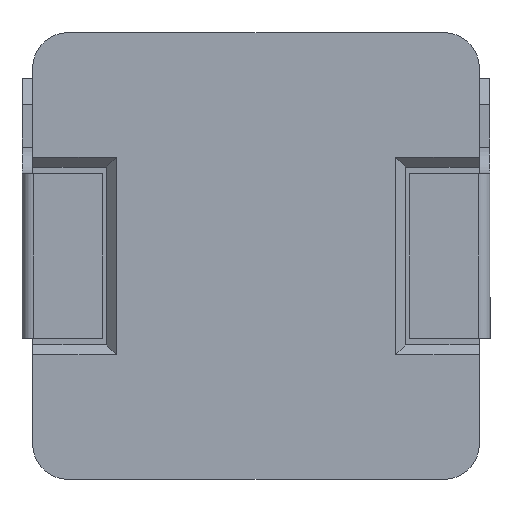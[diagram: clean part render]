
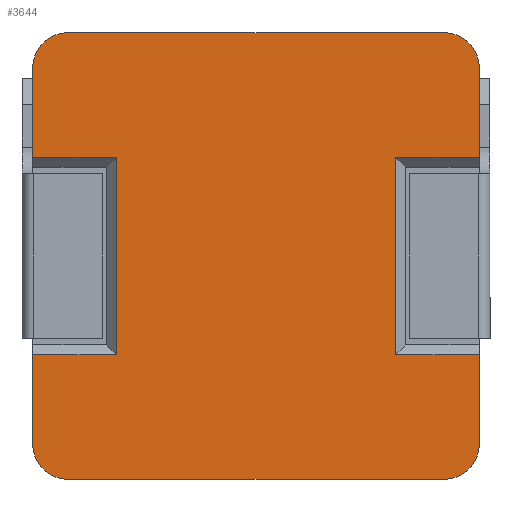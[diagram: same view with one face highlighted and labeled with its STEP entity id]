
A CAD part, front view. The second image highlights one B-rep face of the part: STEP entity #3644.
In plain terms, the highlighted planar face has unit normal (0, -1, 0).
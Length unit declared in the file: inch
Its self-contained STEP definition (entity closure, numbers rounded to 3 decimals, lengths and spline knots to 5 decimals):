
#1 = VECTOR ( 'NONE', #2589, 39.37008 ) ;
#47 = LINE ( 'NONE', #3073, #3164 ) ;
#53 = CARTESIAN_POINT ( 'NONE',  ( 0.33542, 0.09557, 0.30138 ) ) ;
#65 = VECTOR ( 'NONE', #2752, 39.37008 ) ;
#73 = VERTEX_POINT ( 'NONE', #119 ) ;
#112 = DIRECTION ( 'NONE',  ( 0., 0., -1. ) ) ;
#119 = CARTESIAN_POINT ( 'NONE',  ( -0.03318, 0.09557, -0.16122 ) ) ;
#234 = VERTEX_POINT ( 'NONE', #1085 ) ;
#301 = CARTESIAN_POINT ( 'NONE',  ( 0.02122, 0.09557, 0.30138 ) ) ;
#302 = DIRECTION ( 'NONE',  ( 0., 1., 0. ) ) ;
#312 = ORIENTED_EDGE ( 'NONE', *, *, #2324, .T. ) ;
#351 = VECTOR ( 'NONE', #1210, 39.37008 ) ;
#408 = LINE ( 'NONE', #53, #1230 ) ;
#415 = EDGE_LOOP ( 'NONE', ( #1028, #3085, #312, #2302, #3285, #1675, #926, #2961, #3785, #1376, #2716, #742, #1278, #990, #2481, #2582 ) ) ;
#427 = DIRECTION ( 'NONE',  ( 0., 0., 1. ) ) ;
#464 = DIRECTION ( 'NONE',  ( 0., 1., 0. ) ) ;
#545 = VERTEX_POINT ( 'NONE', #2949 ) ;
#610 = VECTOR ( 'NONE', #1600, 39.37008 ) ;
#616 = CARTESIAN_POINT ( 'NONE',  ( -0.07278, 0.09557, -0.02112 ) ) ;
#632 = AXIS2_PLACEMENT_3D ( 'NONE', #3271, #1577, #1199 ) ;
#662 = LINE ( 'NONE', #301, #3304 ) ;
#663 = CARTESIAN_POINT ( 'NONE',  ( -0.03318, 0.09557, -0.12162 ) ) ;
#742 = ORIENTED_EDGE ( 'NONE', *, *, #2458, .T. ) ;
#770 = DIRECTION ( 'NONE',  ( 0., 1., 0. ) ) ;
#875 = CIRCLE ( 'NONE', #908, 0.0396 ) ;
#877 = CARTESIAN_POINT ( 'NONE',  ( -0.07278, 0.09557, 0.30138 ) ) ;
#908 = AXIS2_PLACEMENT_3D ( 'NONE', #1941, #464, #112 ) ;
#926 = ORIENTED_EDGE ( 'NONE', *, *, #3819, .F. ) ;
#958 = CARTESIAN_POINT ( 'NONE',  ( 0.42942, 0.09557, 0.30138 ) ) ;
#990 = ORIENTED_EDGE ( 'NONE', *, *, #3282, .F. ) ;
#1028 = ORIENTED_EDGE ( 'NONE', *, *, #3637, .F. ) ;
#1081 = DIRECTION ( 'NONE',  ( 0., 0., -1. ) ) ;
#1085 = CARTESIAN_POINT ( 'NONE',  ( 0.42942, 0.09557, -0.12162 ) ) ;
#1129 = CARTESIAN_POINT ( 'NONE',  ( 0.38982, 0.09557, 0.30138 ) ) ;
#1199 = DIRECTION ( 'NONE',  ( 0., 0., 1. ) ) ;
#1208 = VECTOR ( 'NONE', #1399, 39.37008 ) ;
#1210 = DIRECTION ( 'NONE',  ( 0., 0., 1. ) ) ;
#1230 = VECTOR ( 'NONE', #3479, 39.37008 ) ;
#1254 = VERTEX_POINT ( 'NONE', #877 ) ;
#1278 = ORIENTED_EDGE ( 'NONE', *, *, #3482, .F. ) ;
#1287 = AXIS2_PLACEMENT_3D ( 'NONE', #663, #302, #3793 ) ;
#1376 = ORIENTED_EDGE ( 'NONE', *, *, #2405, .T. ) ;
#1399 = DIRECTION ( 'NONE',  ( -1., 0., 0. ) ) ;
#1404 = DIRECTION ( 'NONE',  ( 0., 0., 1. ) ) ;
#1448 = DIRECTION ( 'NONE',  ( 0., 1., 0. ) ) ;
#1451 = DIRECTION ( 'NONE',  ( -1., 0., 0. ) ) ;
#1500 = PLANE ( 'NONE',  #3762 ) ;
#1549 = FACE_OUTER_BOUND ( 'NONE', #415, .T. ) ;
#1577 = DIRECTION ( 'NONE',  ( 0., 1., 0. ) ) ;
#1587 = CARTESIAN_POINT ( 'NONE',  ( -0.07278, 0.09557, 0.30138 ) ) ;
#1593 = CARTESIAN_POINT ( 'NONE',  ( 0.02122, 0.09557, -0.02112 ) ) ;
#1600 = DIRECTION ( 'NONE',  ( 1., 0., 0. ) ) ;
#1601 = VECTOR ( 'NONE', #2003, 39.37008 ) ;
#1614 = CARTESIAN_POINT ( 'NONE',  ( 0.42942, 0.09557, -0.02112 ) ) ;
#1661 = CARTESIAN_POINT ( 'NONE',  ( 0.33542, 0.09557, -0.02112 ) ) ;
#1675 = ORIENTED_EDGE ( 'NONE', *, *, #2677, .F. ) ;
#1693 = VERTEX_POINT ( 'NONE', #2680 ) ;
#1697 = VERTEX_POINT ( 'NONE', #2244 ) ;
#1731 = VERTEX_POINT ( 'NONE', #2569 ) ;
#1760 = CIRCLE ( 'NONE', #1287, 0.0396 ) ;
#1764 = VERTEX_POINT ( 'NONE', #3439 ) ;
#1792 = CARTESIAN_POINT ( 'NONE',  ( 0.38982, 0.09557, -0.02112 ) ) ;
#1796 = CARTESIAN_POINT ( 'NONE',  ( -0.07278, 0.09557, 0.30138 ) ) ;
#1848 = CARTESIAN_POINT ( 'NONE',  ( 0.38982, 0.09557, -0.12162 ) ) ;
#1850 = CARTESIAN_POINT ( 'NONE',  ( 0.38982, 0.09557, -0.02112 ) ) ;
#1855 = CIRCLE ( 'NONE', #2275, 0.0396 ) ;
#1941 = CARTESIAN_POINT ( 'NONE',  ( -0.03318, 0.09557, 0.30138 ) ) ;
#1985 = LINE ( 'NONE', #1587, #351 ) ;
#1993 = CARTESIAN_POINT ( 'NONE',  ( -0.07278, 0.09557, -0.12162 ) ) ;
#1999 = CARTESIAN_POINT ( 'NONE',  ( -0.03318, 0.09557, 0.34098 ) ) ;
#2000 = CIRCLE ( 'NONE', #632, 0.0396 ) ;
#2003 = DIRECTION ( 'NONE',  ( -1., 0., 0. ) ) ;
#2077 = CARTESIAN_POINT ( 'NONE',  ( -0.03318, 0.09557, 0.34098 ) ) ;
#2110 = VERTEX_POINT ( 'NONE', #2077 ) ;
#2121 = VERTEX_POINT ( 'NONE', #1661 ) ;
#2208 = LINE ( 'NONE', #1792, #1208 ) ;
#2214 = LINE ( 'NONE', #1796, #3609 ) ;
#2244 = CARTESIAN_POINT ( 'NONE',  ( 0.02122, 0.09557, 0.20088 ) ) ;
#2264 = LINE ( 'NONE', #1850, #3419 ) ;
#2275 = AXIS2_PLACEMENT_3D ( 'NONE', #1848, #1448, #1081 ) ;
#2281 = VECTOR ( 'NONE', #2889, 39.37008 ) ;
#2295 = EDGE_CURVE ( 'NONE', #3362, #2121, #2264, .T. ) ;
#2302 = ORIENTED_EDGE ( 'NONE', *, *, #2336, .T. ) ;
#2324 = EDGE_CURVE ( 'NONE', #2121, #545, #408, .T. ) ;
#2336 = EDGE_CURVE ( 'NONE', #545, #1731, #3602, .T. ) ;
#2405 = EDGE_CURVE ( 'NONE', #3413, #1697, #47, .T. ) ;
#2419 = LINE ( 'NONE', #1999, #610 ) ;
#2422 = CARTESIAN_POINT ( 'NONE',  ( -0.03318, 0.09557, -0.16122 ) ) ;
#2427 = EDGE_CURVE ( 'NONE', #1697, #2602, #662, .T. ) ;
#2458 = EDGE_CURVE ( 'NONE', #2602, #3236, #2208, .T. ) ;
#2481 = ORIENTED_EDGE ( 'NONE', *, *, #3181, .F. ) ;
#2502 = VERTEX_POINT ( 'NONE', #1993 ) ;
#2569 = CARTESIAN_POINT ( 'NONE',  ( 0.42942, 0.09557, 0.20088 ) ) ;
#2582 = ORIENTED_EDGE ( 'NONE', *, *, #3079, .F. ) ;
#2589 = DIRECTION ( 'NONE',  ( 0., 0., -1. ) ) ;
#2602 = VERTEX_POINT ( 'NONE', #1593 ) ;
#2612 = DIRECTION ( 'NONE',  ( 1., 0., 0. ) ) ;
#2677 = EDGE_CURVE ( 'NONE', #1693, #3030, #2000, .T. ) ;
#2680 = CARTESIAN_POINT ( 'NONE',  ( 0.38982, 0.09557, 0.34098 ) ) ;
#2716 = ORIENTED_EDGE ( 'NONE', *, *, #2427, .T. ) ;
#2752 = DIRECTION ( 'NONE',  ( 1., 0., 0. ) ) ;
#2849 = LINE ( 'NONE', #2422, #1601 ) ;
#2889 = DIRECTION ( 'NONE',  ( 0., 0., -1. ) ) ;
#2894 = CARTESIAN_POINT ( 'NONE',  ( -0.07278, 0.09557, 0.20088 ) ) ;
#2949 = CARTESIAN_POINT ( 'NONE',  ( 0.33542, 0.09557, 0.20088 ) ) ;
#2961 = ORIENTED_EDGE ( 'NONE', *, *, #3734, .F. ) ;
#3012 = EDGE_CURVE ( 'NONE', #3030, #1731, #3732, .T. ) ;
#3030 = VERTEX_POINT ( 'NONE', #958 ) ;
#3054 = CARTESIAN_POINT ( 'NONE',  ( 0.42942, 0.09557, 0.30138 ) ) ;
#3073 = CARTESIAN_POINT ( 'NONE',  ( 0.38982, 0.09557, 0.20088 ) ) ;
#3079 = EDGE_CURVE ( 'NONE', #234, #1764, #1855, .T. ) ;
#3085 = ORIENTED_EDGE ( 'NONE', *, *, #2295, .T. ) ;
#3164 = VECTOR ( 'NONE', #2612, 39.37008 ) ;
#3181 = EDGE_CURVE ( 'NONE', #1764, #73, #2849, .T. ) ;
#3197 = CARTESIAN_POINT ( 'NONE',  ( 0.38982, 0.09557, 0.20088 ) ) ;
#3236 = VERTEX_POINT ( 'NONE', #616 ) ;
#3271 = CARTESIAN_POINT ( 'NONE',  ( 0.38982, 0.09557, 0.30138 ) ) ;
#3282 = EDGE_CURVE ( 'NONE', #73, #2502, #1760, .T. ) ;
#3285 = ORIENTED_EDGE ( 'NONE', *, *, #3012, .F. ) ;
#3304 = VECTOR ( 'NONE', #3792, 39.37008 ) ;
#3332 = CARTESIAN_POINT ( 'NONE',  ( 0.42942, 0.09557, 0.30138 ) ) ;
#3362 = VERTEX_POINT ( 'NONE', #1614 ) ;
#3413 = VERTEX_POINT ( 'NONE', #2894 ) ;
#3419 = VECTOR ( 'NONE', #1451, 39.37008 ) ;
#3439 = CARTESIAN_POINT ( 'NONE',  ( 0.38982, 0.09557, -0.16122 ) ) ;
#3459 = LINE ( 'NONE', #3054, #1 ) ;
#3479 = DIRECTION ( 'NONE',  ( 0., 0., 1. ) ) ;
#3482 = EDGE_CURVE ( 'NONE', #2502, #3236, #1985, .T. ) ;
#3602 = LINE ( 'NONE', #3197, #65 ) ;
#3609 = VECTOR ( 'NONE', #1404, 39.37008 ) ;
#3637 = EDGE_CURVE ( 'NONE', #3362, #234, #3459, .T. ) ;
#3644 = ADVANCED_FACE ( 'NONE', ( #1549 ), #1500, .F. ) ;
#3663 = EDGE_CURVE ( 'NONE', #3413, #1254, #2214, .T. ) ;
#3732 = LINE ( 'NONE', #3332, #2281 ) ;
#3734 = EDGE_CURVE ( 'NONE', #1254, #2110, #875, .T. ) ;
#3762 = AXIS2_PLACEMENT_3D ( 'NONE', #1129, #770, #427 ) ;
#3785 = ORIENTED_EDGE ( 'NONE', *, *, #3663, .F. ) ;
#3792 = DIRECTION ( 'NONE',  ( 0., 0., -1. ) ) ;
#3793 = DIRECTION ( 'NONE',  ( 0., 0., -1. ) ) ;
#3819 = EDGE_CURVE ( 'NONE', #2110, #1693, #2419, .T. ) ;
